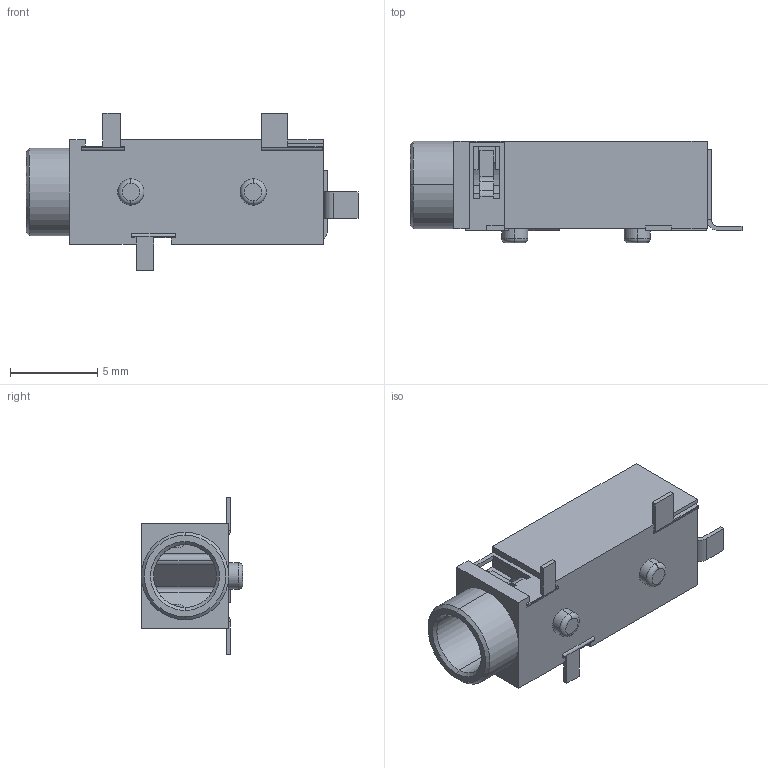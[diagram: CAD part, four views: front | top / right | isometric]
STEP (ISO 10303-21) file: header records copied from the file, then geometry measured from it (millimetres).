
FILE_DESCRIPTION (( 'STEP AP214' ), '1' );
FILE_NAME ('SJ-3524-SMT-TR.STEP', '2021-08-03T05:16:07', ( '' ), ( '' ), 'SwSTEP 2.0', 'SolidWorks 2018', '' );
FILE_SCHEMA (( 'AUTOMOTIVE_DESIGN' ));
Length unit declared in the file: millimetre
Products named in the file (1): SJ-3524-SMT-TR
Bounding box: 19 x 5.8 x 9 mm (x, y, z)
Volume: 296.4 mm3; surface area: 911 mm2
Topology: 5 solids, 5 shells, 175 faces, 485 edges, 318 vertices
Faces by surface type: plane 137, cylinder 30, cone 4, torus 4
Entity records: 7556 total; most frequent: CARTESIAN_POINT 979, ORIENTED_EDGE 970, DIRECTION 927, EDGE_CURVE 485, LINE 395, VECTOR 395, VERTEX_POINT 318, AXIS2_PLACEMENT_3D 266
